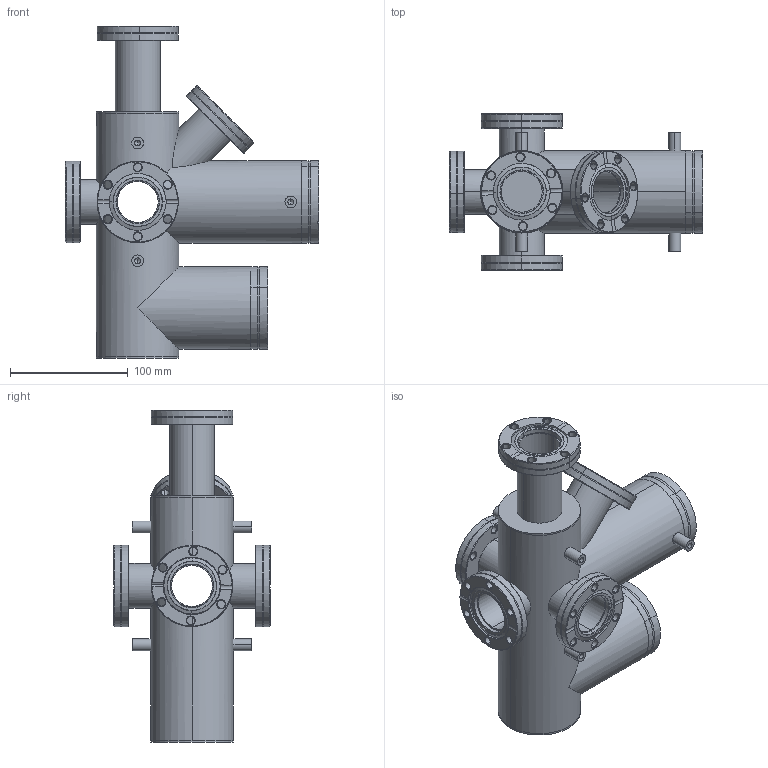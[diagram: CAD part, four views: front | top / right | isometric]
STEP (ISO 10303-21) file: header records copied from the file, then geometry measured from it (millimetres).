
FILE_DESCRIPTION (( 'STEP AP214' ), '1' );
FILE_NAME ('Vaccum Chamber.STEP', '2022-03-21T14:43:35', ( '' ), ( '' ), 'SwSTEP 2.0', 'SolidWorks 2019', '' );
FILE_SCHEMA (( 'AUTOMOTIVE_DESIGN' ));
Length unit declared in the file: millimetre
Products named in the file (5): F0275x150N_Standard; F0275X275WS_Standard; Vaccum Chamber; F0275x150R_Standard; Main Body Vacuum Chamber_Standard
Assembly tree (8 placements, depth 2):
  Vaccum Chamber
    Main Body Vacuum Chamber_Standard
    F0275x150R_Standard
    F0275x150N_Standard  x4
    F0275X275WS_Standard  x2
Bounding box: 214.79 x 133.02 x 281.81 mm (x, y, z)
Volume: 414508.7 mm3; surface area: 292344.9 mm2
Topology: 21 solids, 21 shells, 612 faces, 1401 edges, 836 vertices
Faces by surface type: cylinder 253, cone 201, plane 83, bspline 51, torus 24
Entity records: 13974 total; most frequent: CARTESIAN_POINT 4877, DIRECTION 1697, ORIENTED_EDGE 1542, EDGE_CURVE 771, AXIS2_PLACEMENT_3D 718, VERTEX_POINT 471, EDGE_LOOP 404, CIRCLE 397
